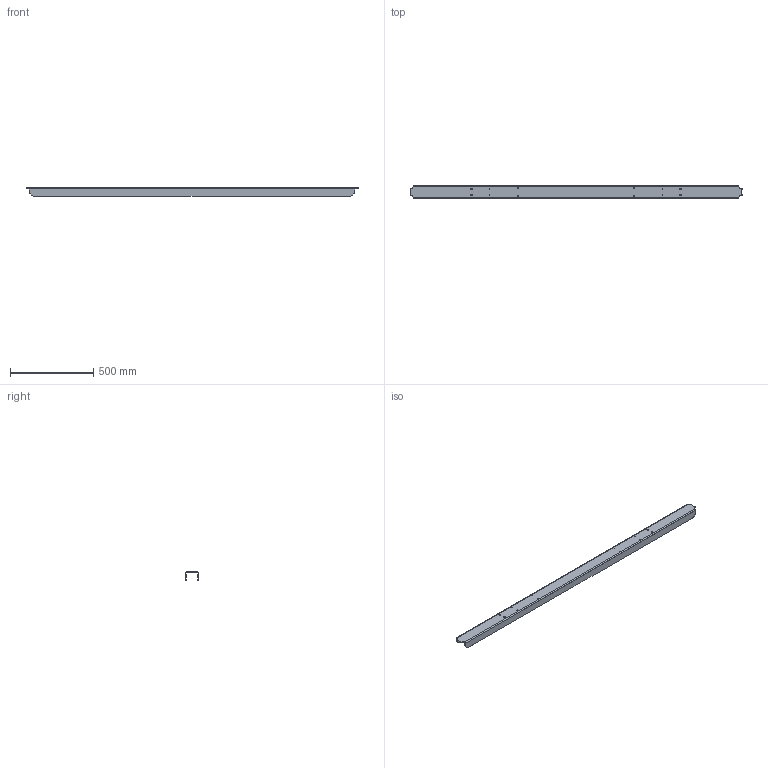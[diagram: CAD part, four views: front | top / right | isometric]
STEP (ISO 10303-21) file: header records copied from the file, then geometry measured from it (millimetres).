
FILE_DESCRIPTION (( 'STEP AP203' ), '1' );
FILE_NAME ('CV03-TR-15_REV_B.step', '2025-09-06T14:16:03', ( '' ), ( '' ), 'SwSTEP 2.0', 'SolidWorks 2024', '' );
FILE_SCHEMA (( 'CONFIG_CONTROL_DESIGN' ));
Length unit declared in the file: millimetre
Products named in the file (1): CV03-TR-15_REV_B
Bounding box: 2000 x 76 x 50 mm (x, y, z)
Volume: 978881.9 mm3; surface area: 666236 mm2
Topology: 1 solids, 1 shells, 106 faces, 296 edges, 192 vertices
Faces by surface type: plane 74, cylinder 32
Entity records: 3501 total; most frequent: CARTESIAN_POINT 595, ORIENTED_EDGE 592, DIRECTION 574, EDGE_CURVE 296, VECTOR 232, LINE 232, VERTEX_POINT 192, AXIS2_PLACEMENT_3D 171
